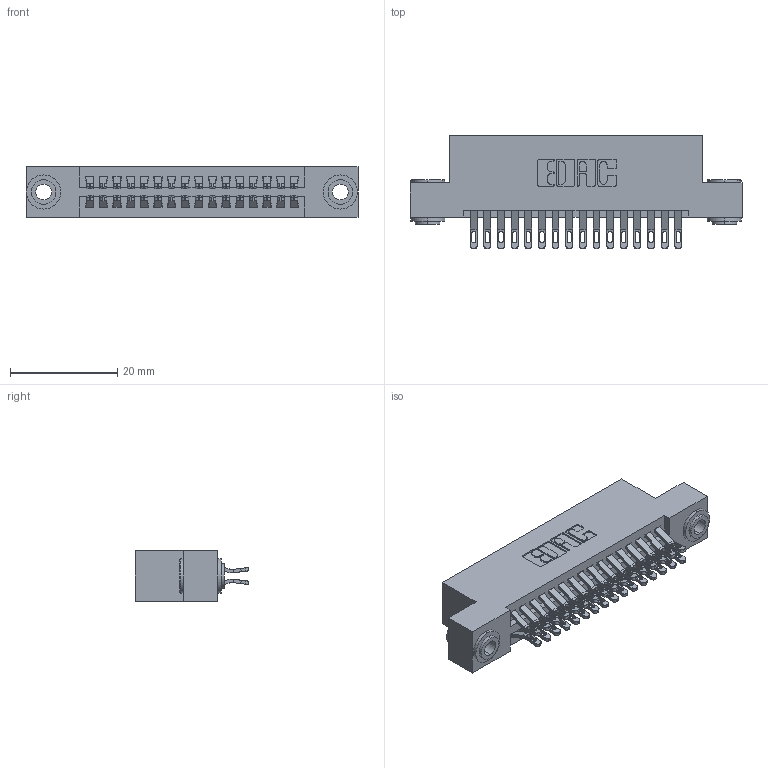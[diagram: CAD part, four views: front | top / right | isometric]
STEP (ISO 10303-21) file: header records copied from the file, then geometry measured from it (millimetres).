
FILE_DESCRIPTION (( 'STEP AP203' ), '1' );
FILE_NAME ('345-032-555-203.STEP', '2019-10-28T04:43:20', ( '' ), ( '' ), 'SwSTEP 2.0', 'SolidWorks 2016', '' );
FILE_SCHEMA (( 'CONFIG_CONTROL_DESIGN' ));
Length unit declared in the file: inch
Products named in the file (4): 345-292-001_555 Tail; 345 Part_Flush Mounting Lugs - 0.156 Dia-TH; 345-032-555-203; 345-250-002_345-250-002-102
Assembly tree (35 placements, depth 2):
  345-032-555-203
    345 Part_Flush Mounting Lugs - 0.156 Dia-TH
    345-292-001_555 Tail  x32
    345-250-002_345-250-002-102  x2
Bounding box: 61.85 x 21.13 x 9.4 mm (x, y, z)
Volume: 5878.9 mm3; surface area: 8714.2 mm2
Topology: 35 solids, 35 shells, 1956 faces, 6081 edges, 4050 vertices
Faces by surface type: plane 1082, cylinder 866, cone 8
Entity records: 17030 total; most frequent: CARTESIAN_POINT 2889, ORIENTED_EDGE 2786, DIRECTION 2579, EDGE_CURVE 1393, VECTOR 1153, LINE 1153, VERTEX_POINT 926, AXIS2_PLACEMENT_3D 713
